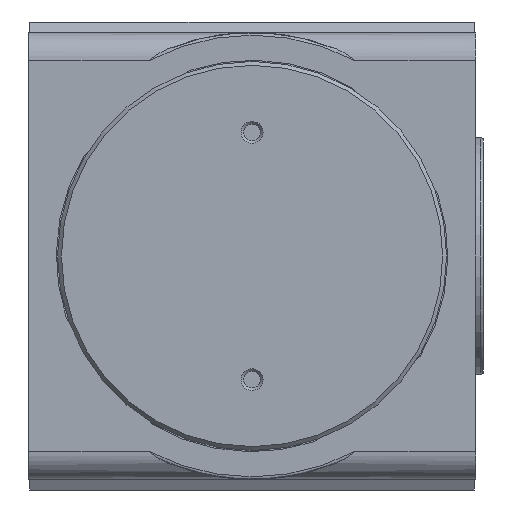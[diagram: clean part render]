
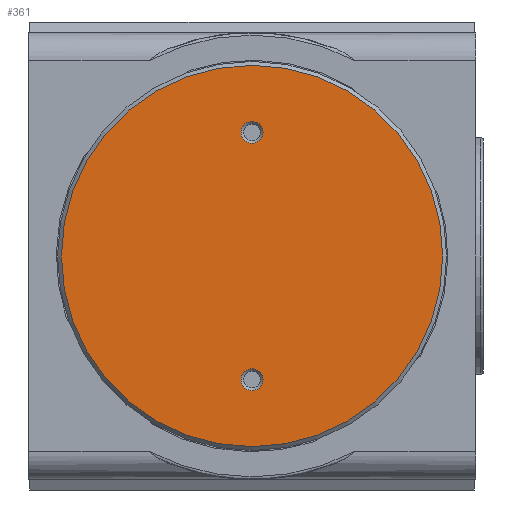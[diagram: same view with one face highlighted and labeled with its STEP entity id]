
A CAD part, front view. The second image highlights one B-rep face of the part: STEP entity #361.
In plain terms, the highlighted planar face has unit normal (0, -1, 0).
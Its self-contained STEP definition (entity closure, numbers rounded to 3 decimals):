
#361 = ADVANCED_FACE( '', ( #905, #906, #907 ), #908, .F. );
#905 = FACE_BOUND( '', #1481, .T. );
#906 = FACE_BOUND( '', #1482, .T. );
#907 = FACE_OUTER_BOUND( '', #1483, .T. );
#908 = PLANE( '', #1484 );
#1481 = EDGE_LOOP( '', ( #3275 ) );
#1482 = EDGE_LOOP( '', ( #3276 ) );
#1483 = EDGE_LOOP( '', ( #3277 ) );
#1484 = AXIS2_PLACEMENT_3D( '', #3278, #3279, #3280 );
#3275 = ORIENTED_EDGE( '', *, *, #4095, .F. );
#3276 = ORIENTED_EDGE( '', *, *, #4096, .F. );
#3277 = ORIENTED_EDGE( '', *, *, #4094, .T. );
#3278 = CARTESIAN_POINT( '', ( 36.25, -3., 0. ) );
#3279 = DIRECTION( '', ( 0., 1., 0. ) );
#3280 = DIRECTION( '', ( 0., 0., 1. ) );
#4094 = EDGE_CURVE( '', #5100, #5100, #5101, .T. );
#4095 = EDGE_CURVE( '', #5102, #5102, #5103, .T. );
#4096 = EDGE_CURVE( '', #5104, #5104, #5105, .T. );
#5100 = VERTEX_POINT( '', #6644 );
#5101 = CIRCLE( '', #6645, 36.25 );
#5102 = VERTEX_POINT( '', #6646 );
#5103 = CIRCLE( '', #6647, 2.1 );
#5104 = VERTEX_POINT( '', #6648 );
#5105 = CIRCLE( '', #6649, 2.1 );
#6644 = CARTESIAN_POINT( '', ( 0., -3., -36.25 ) );
#6645 = AXIS2_PLACEMENT_3D( '', #7588, #7589, #7590 );
#6646 = CARTESIAN_POINT( '', ( 0., -3., -25.6 ) );
#6647 = AXIS2_PLACEMENT_3D( '', #7591, #7592, #7593 );
#6648 = CARTESIAN_POINT( '', ( 0., -3., 21.4 ) );
#6649 = AXIS2_PLACEMENT_3D( '', #7594, #7595, #7596 );
#7588 = CARTESIAN_POINT( '', ( 0., -3., 0. ) );
#7589 = DIRECTION( '', ( 0., -1., 0. ) );
#7590 = DIRECTION( '', ( 0., 0., -1. ) );
#7591 = CARTESIAN_POINT( '', ( 0., -3., -23.5 ) );
#7592 = DIRECTION( '', ( 0., -1., 0. ) );
#7593 = DIRECTION( '', ( 0., 0., -1. ) );
#7594 = CARTESIAN_POINT( '', ( 0., -3., 23.5 ) );
#7595 = DIRECTION( '', ( 0., -1., 0. ) );
#7596 = DIRECTION( '', ( 0., 0., -1. ) );
